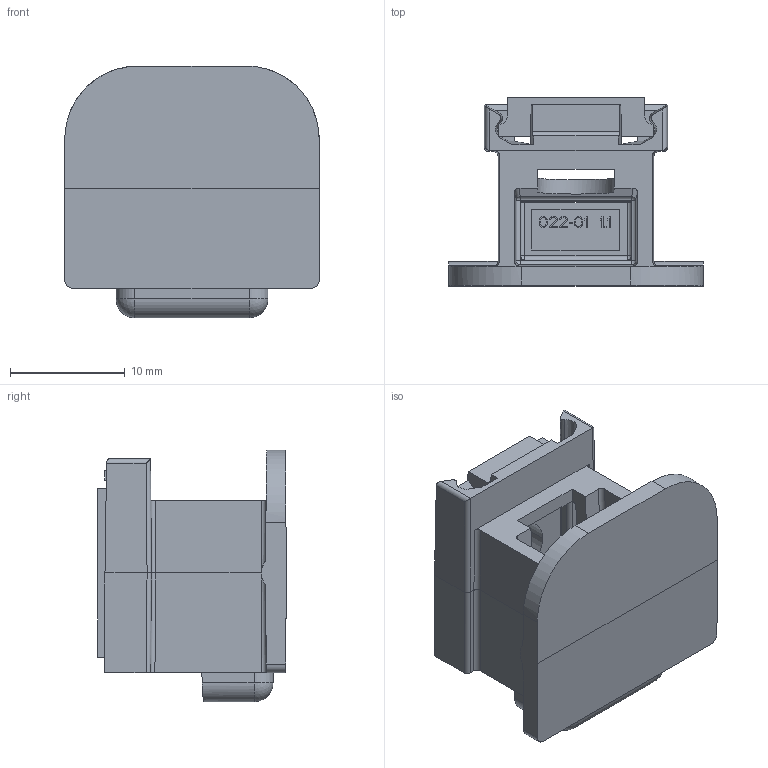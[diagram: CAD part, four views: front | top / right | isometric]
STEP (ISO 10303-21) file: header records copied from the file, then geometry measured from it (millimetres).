
FILE_DESCRIPTION((''),'2;1');
FILE_NAME('48200-220-55_ASM','2019-04-23T',('sesa22574'),('Schneider-Electric'),'PRO/ENGINEER BY PARAMETRIC TECHNOLOGY CORPORATION, 2015440','PRO/ENGINEER BY PARAMETRIC TECHNOLOGY CORPORATION, 2015440','');
FILE_SCHEMA(('CONFIG_CONTROL_DESIGN','GEOMETRIC_VALIDATION_PROPERTIES_MIM'));
Length unit declared in the file: inch
Products named in the file (3): 48200-022-01; 48200-060-01; 48200-220-55_ASM
Assembly tree (2 placements, depth 2):
  48200-220-55_ASM
    48200-022-01
    48200-060-01
Bounding box: 22.2 x 16.48 x 21.97 mm (x, y, z)
Volume: 2345.6 mm3; surface area: 3273.4 mm2
Topology: 2 solids, 2 shells, 352 faces, 950 edges, 612 vertices
Faces by surface type: plane 269, cylinder 61, sphere 12, cone 6, bspline 4
Entity records: 14290 total; most frequent: CARTESIAN_POINT 2533, ORIENTED_EDGE 1900, DIRECTION 1660, EDGE_CURVE 950, PRESENTATION_STYLE_ASSIGNMENT 917, STYLED_ITEM 917, CURVE_STYLE 916, VECTOR 814
